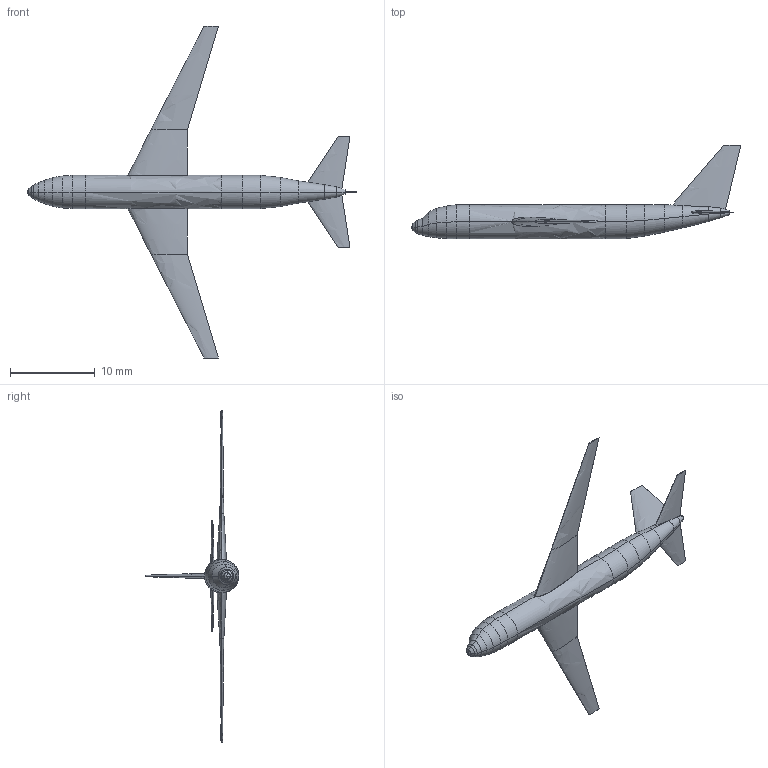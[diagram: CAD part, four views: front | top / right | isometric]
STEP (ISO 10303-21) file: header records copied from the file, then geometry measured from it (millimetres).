
FILE_DESCRIPTION(('Open CASCADE Model'),'2;1');
FILE_NAME('Open CASCADE Shape Model','2023-06-20T09:45:43',('ESP EGADS') ,('Open CASCADE'),'Open CASCADE STEP processor 7.6','Open CASCADE 7.6' ,'Unknown');
FILE_SCHEMA(('AUTOMOTIVE_DESIGN { 1 0 10303 214 1 1 1 1 }'));
Length unit declared in the file: millimetre
Products named in the file (1): Open CASCADE STEP translator 7.6 5
Bounding box: 38.88 x 11.08 x 39.17 mm (x, y, z)
Volume: 439.3 mm3; surface area: 799.2 mm2
Topology: 1 solids, 1 shells, 103 faces, 228 edges, 123 vertices
Faces by surface type: bspline 97, plane 6
Entity records: 20007 total; most frequent: CARTESIAN_POINT 16259, ORIENTED_EDGE 448, PCURVE 448, DEFINITIONAL_REPRESENTATION 448, DIRECTION 371, LINE 357, VECTOR 357, B_SPLINE_CURVE_WITH_KNOTS 315
